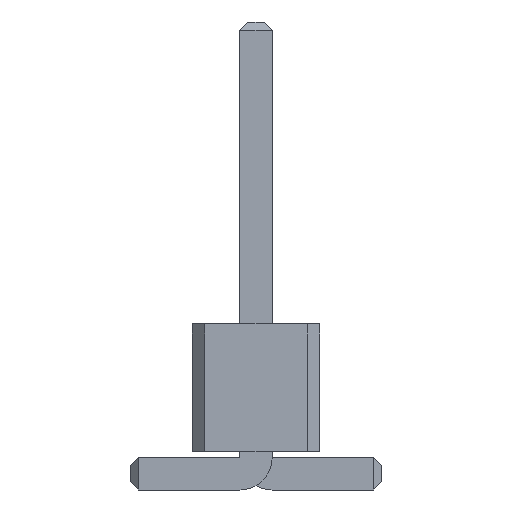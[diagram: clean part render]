
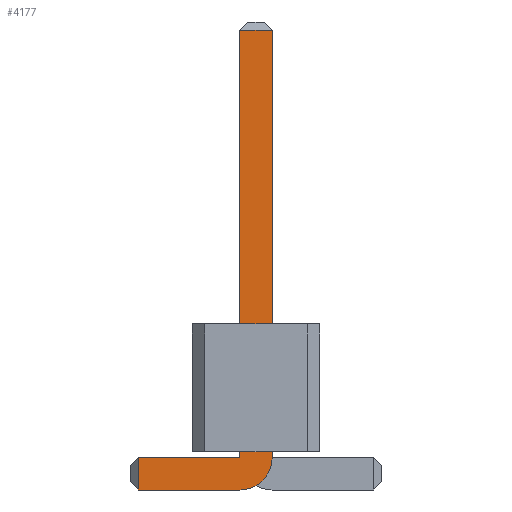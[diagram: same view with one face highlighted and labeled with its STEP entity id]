
A CAD part, front view. The second image highlights one B-rep face of the part: STEP entity #4177.
In plain terms, the highlighted planar face has unit normal (0, -1, 0).
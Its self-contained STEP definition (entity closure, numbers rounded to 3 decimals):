
#56=DIRECTION('',(0.,-1.,0.));
#67=DIRECTION('',(1.,0.,0.));
#896=VECTOR('',#67,1.);
#949=DIRECTION('',(-1.,0.,0.));
#1775=VECTOR('',#949,1.);
#1921=DIRECTION('',(0.,0.,-1.));
#1940=VECTOR('',#1921,1.);
#4008=VECTOR('',#4009,1.);
#4009=DIRECTION('',(0.,0.,1.));
#4031=DIRECTION('',(-0.,-1.,-0.));
#4038=VERTEX_POINT('',#4039);
#4039=CARTESIAN_POINT('',(-2.34,-18.1,0.));
#4042=ORIENTED_EDGE('',*,*,#4043,.T.);
#4043=EDGE_CURVE('',#4038,#4044,#4046,.T.);
#4044=VERTEX_POINT('',#4045);
#4045=CARTESIAN_POINT('',(-0.32,-18.1,0.));
#4046=LINE('',#4047,#896);
#4047=CARTESIAN_POINT('',(-2.5,-18.1,0.));
#4079=VERTEX_POINT('',#4080);
#4080=CARTESIAN_POINT('',(0.32,-18.1,0.64));
#4083=EDGE_CURVE('',#4044,#4079,#4084,.T.);
#4084=CIRCLE('',#4085,0.64);
#4085=AXIS2_PLACEMENT_3D('',#4086,#56,#1921);
#4086=CARTESIAN_POINT('',(-0.32,-18.1,0.64));
#4094=VERTEX_POINT('',#4086);
#4096=ORIENTED_EDGE('',*,*,#4097,.T.);
#4097=EDGE_CURVE('',#4094,#4098,#4100,.T.);
#4098=VERTEX_POINT('',#4099);
#4099=CARTESIAN_POINT('',(-2.34,-18.1,0.64));
#4100=LINE('',#4086,#1775);
#4110=ORIENTED_EDGE('',*,*,#4111,.T.);
#4111=EDGE_CURVE('',#4079,#4112,#4114,.T.);
#4112=VERTEX_POINT('',#4113);
#4113=CARTESIAN_POINT('',(0.32,-18.1,9.14));
#4114=LINE('',#4115,#4008);
#4115=CARTESIAN_POINT('',(0.32,-18.1,0.));
#4128=VERTEX_POINT('',#4129);
#4129=CARTESIAN_POINT('',(-0.32,-18.1,9.14));
#4131=ORIENTED_EDGE('',*,*,#4132,.T.);
#4132=EDGE_CURVE('',#4128,#4094,#4133,.T.);
#4133=LINE('',#4134,#1940);
#4134=CARTESIAN_POINT('',(-0.32,-18.1,9.3));
#4177=ADVANCED_FACE('',(#4178),#4187,.T.);
#4178=FACE_BOUND('',#4179,.T.);
#4179=EDGE_LOOP('',(#4042,#4180,#4110,#4181,#4131,#4096,#4184));
#4180=ORIENTED_EDGE('',*,*,#4083,.T.);
#4181=ORIENTED_EDGE('',*,*,#4182,.T.);
#4182=EDGE_CURVE('',#4112,#4128,#4183,.T.);
#4183=LINE('',#4113,#1775);
#4184=ORIENTED_EDGE('',*,*,#4185,.T.);
#4185=EDGE_CURVE('',#4098,#4038,#4186,.T.);
#4186=LINE('',#4099,#1940);
#4187=PLANE('',#4188);
#4188=AXIS2_PLACEMENT_3D('',#4189,#4031,#1921);
#4189=CARTESIAN_POINT('',(-0.311,-18.1,3.871));
